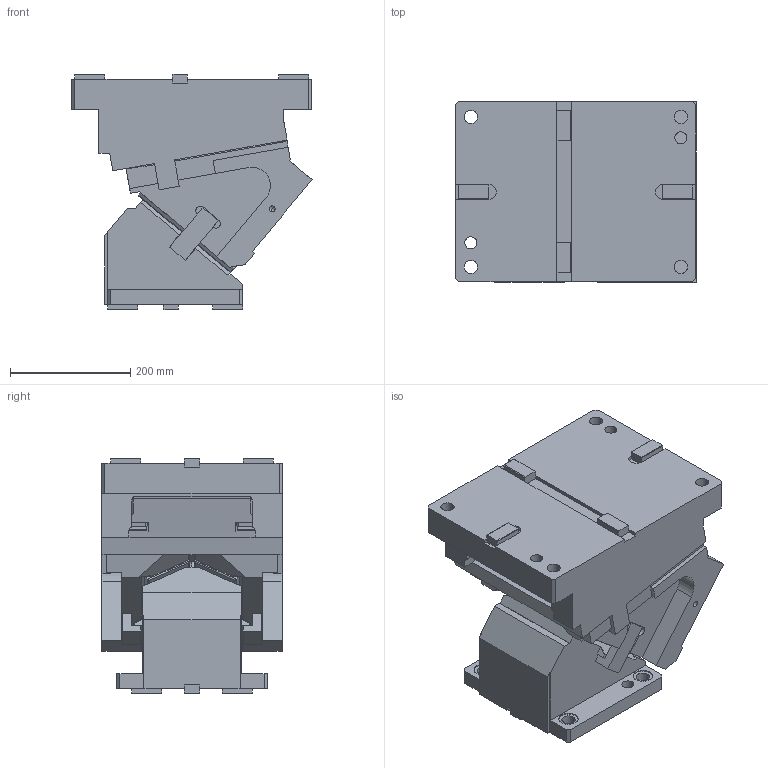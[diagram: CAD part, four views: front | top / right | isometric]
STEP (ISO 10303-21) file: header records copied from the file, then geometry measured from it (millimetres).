
FILE_DESCRIPTION(('CATIA V5 STEP Exchange'),'2;1');
FILE_NAME('CACV_300_40.stp','2015-04-24T14:17:06+00:00',('none'),('none'),'CATIA Version 5 Release 19 SP 2 (IN-10)','CATIA V5 STEP AP203','none');
FILE_SCHEMA(('CONFIG_CONTROL_DESIGN'));
Length unit declared in the file: millimetre
Products named in the file (1): CACV_300_40
Bounding box: 400.46 x 300 x 393 mm (x, y, z)
Volume: 23925052 mm3; surface area: 1233757.7 mm2
Topology: 3 solids, 9 shells, 590 faces, 1692 edges, 1107 vertices
Faces by surface type: plane 407, cylinder 151, cone 18, extrusion 6, torus 4, bspline 4
Entity records: 19673 total; most frequent: CARTESIAN_POINT 4791, ORIENTED_EDGE 3348, DIRECTION 2575, EDGE_CURVE 1674, VECTOR 1349, LINE 1343, VERTEX_POINT 1107, AXIS2_PLACEMENT_3D 708
